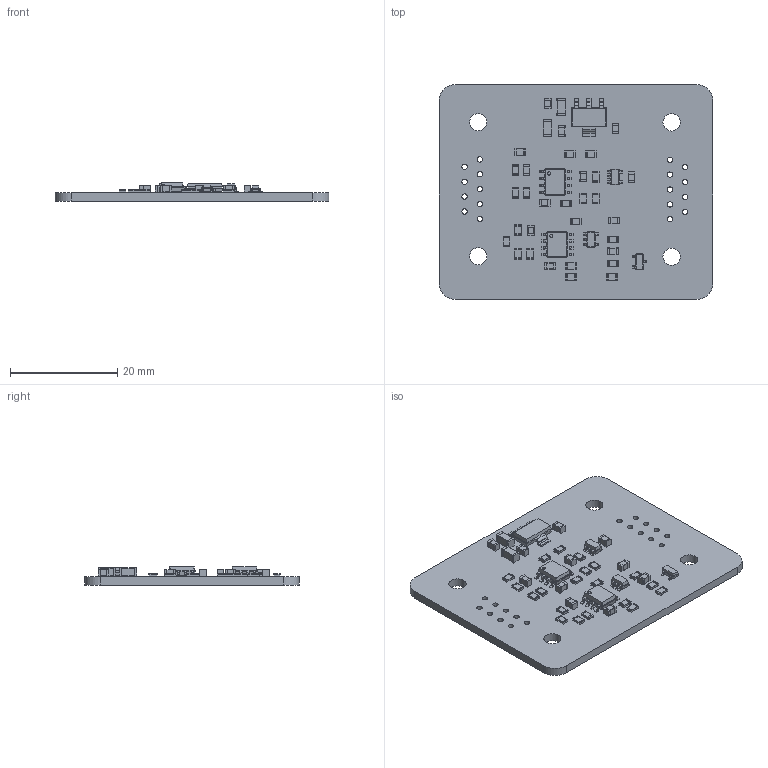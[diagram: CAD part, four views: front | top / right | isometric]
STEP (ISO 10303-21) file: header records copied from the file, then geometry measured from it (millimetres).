
FILE_DESCRIPTION(('KiCad electronic assembly'),'2;1');
FILE_NAME('BSPD_SMD.step','2019-03-19T12:23:20',('An Author'),( 'A Company'),'Open CASCADE STEP processor 6.9', 'KiCad to STEP converter','Unknown');
FILE_SCHEMA(('AUTOMOTIVE_DESIGN { 1 0 10303 214 1 1 1 1 }'));
Length unit declared in the file: millimetre
Products named in the file (16): Open CASCADE STEP translator 6.9 1; C_0805_2012Metric; SOLID; C_1206_3216Metric; SOT-23; R_0805_2012Metric; SOIC-8_3.9x4.9mm_P1.27mm; SOT-23-5; SOT-223; COMPOUND
Assembly tree (47 placements, depth 3):
  Open CASCADE STEP translator 6.9 1
    C_0805_2012Metric  x11
      SOLID
    C_1206_3216Metric  x2
      SOLID
    SOT-23
      SOLID
    R_0805_2012Metric  x20
      SOLID
    SOIC-8_3.9x4.9mm_P1.27mm  x2
      SOLID
    SOT-23-5  x2
      SOLID
    SOT-223
      SOLID
    COMPOUND
Bounding box: 51 x 40 x 3.4 mm (x, y, z)
Volume: 3360.1 mm3; surface area: 5088.1 mm2
Topology: 40 solids, 40 shells, 1600 faces, 4126 edges, 2634 vertices
Faces by surface type: plane 959, cylinder 476, bspline 165
Full cylindrical faces by diameter (mm): 0.6 x2, 1 x18, 3.2 x4
Entity records: 37889 total; most frequent: CARTESIAN_POINT 7003, DIRECTION 4893, LINE 3218, VECTOR 3218, ORIENTED_EDGE 2724, PCURVE 2724, DEFINITIONAL_REPRESENTATION 2724, EDGE_CURVE 1362
